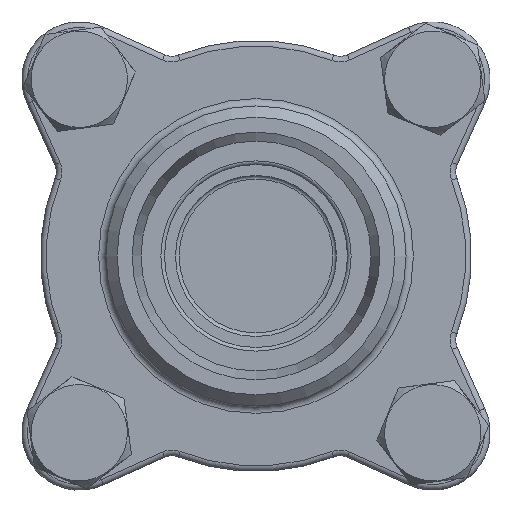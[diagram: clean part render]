
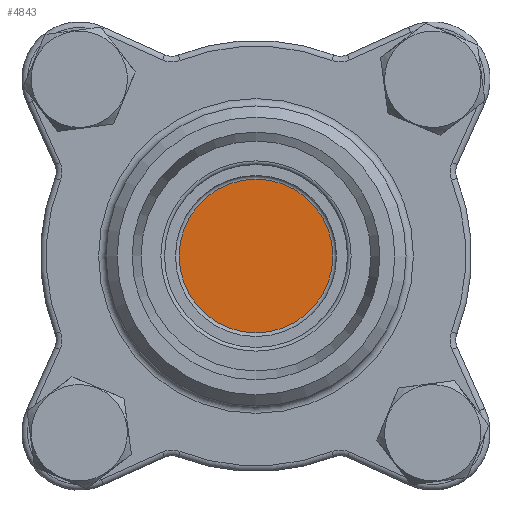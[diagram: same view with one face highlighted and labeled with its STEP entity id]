
A CAD part, left-side view. The second image highlights one B-rep face of the part: STEP entity #4843.
In plain terms, the highlighted planar face has unit normal (-1, 0, 0).
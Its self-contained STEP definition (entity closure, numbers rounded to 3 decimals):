
#979=PLANE('',#5320);
#1378=ORIENTED_EDGE('',*,*,#2706,.T.);
#2706=EDGE_CURVE('',#3380,#3380,#3766,.T.);
#3380=VERTEX_POINT('',#7762);
#3766=CIRCLE('',#5321,13.373);
#4016=EDGE_LOOP('',(#1378));
#4439=FACE_BOUND('',#4016,.T.);
#4843=ADVANCED_FACE('',(#4439),#979,.T.);
#5320=AXIS2_PLACEMENT_3D('',#7760,#6075,#6076);
#5321=AXIS2_PLACEMENT_3D('',#7761,#6077,#6078);
#6075=DIRECTION('',(-1.,0.,0.));
#6076=DIRECTION('',(0.,0.,1.));
#6077=DIRECTION('',(-1.,0.,0.));
#6078=DIRECTION('',(0.,0.,1.));
#7760=CARTESIAN_POINT('',(-14.166,0.,13.373));
#7761=CARTESIAN_POINT('',(-14.166,0.,0.));
#7762=CARTESIAN_POINT('',(-14.166,0.,13.373));
